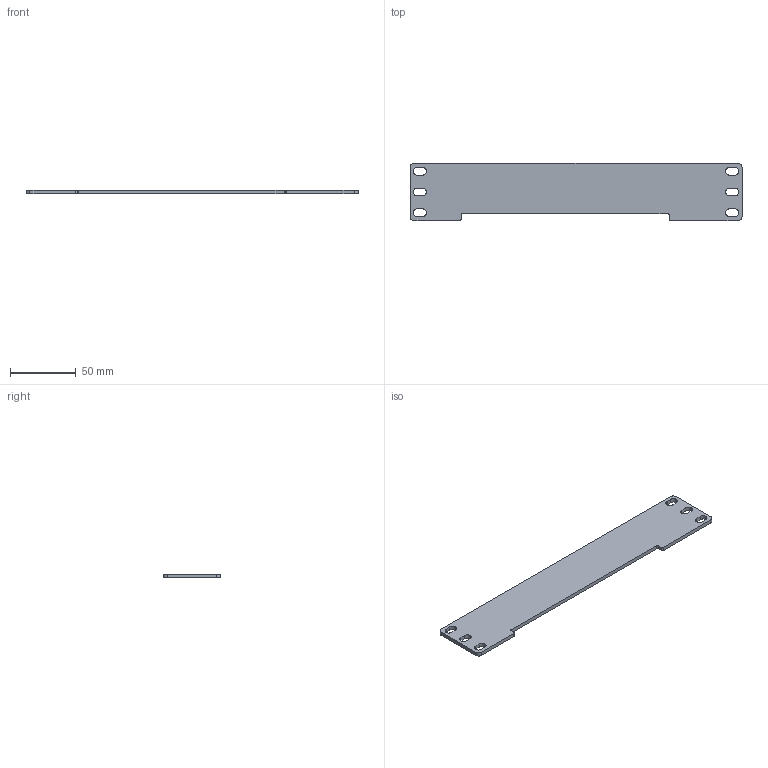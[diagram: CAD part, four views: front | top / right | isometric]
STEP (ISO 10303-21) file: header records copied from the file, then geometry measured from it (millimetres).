
FILE_DESCRIPTION(('FreeCAD Model'),'2;1');
FILE_NAME('Open CASCADE Shape Model','2025-06-12T13:07:57',(''),(''), 'Open CASCADE STEP processor 7.8','FreeCAD','Unknown');
FILE_SCHEMA(('AUTOMOTIVE_DESIGN { 1 0 10303 214 1 1 1 1 }'));
Length unit declared in the file: millimetre
Products named in the file (2): Blank rack mount; 1U Mini ITX top blank
Assembly tree (1 placements, depth 2):
  Blank rack mount
    1U Mini ITX top blank
Bounding box: 253 x 43.45 x 3 mm (x, y, z)
Volume: 29608.4 mm3; surface area: 22011 mm2
Topology: 1 solids, 1 shells, 66 faces, 192 edges, 128 vertices
Faces by surface type: plane 34, cylinder 32
Entity records: 2264 total; most frequent: DIRECTION 392, CARTESIAN_POINT 388, ORIENTED_EDGE 384, EDGE_CURVE 192, AXIS2_PLACEMENT_3D 132, VERTEX_POINT 128, LINE 128, VECTOR 128
